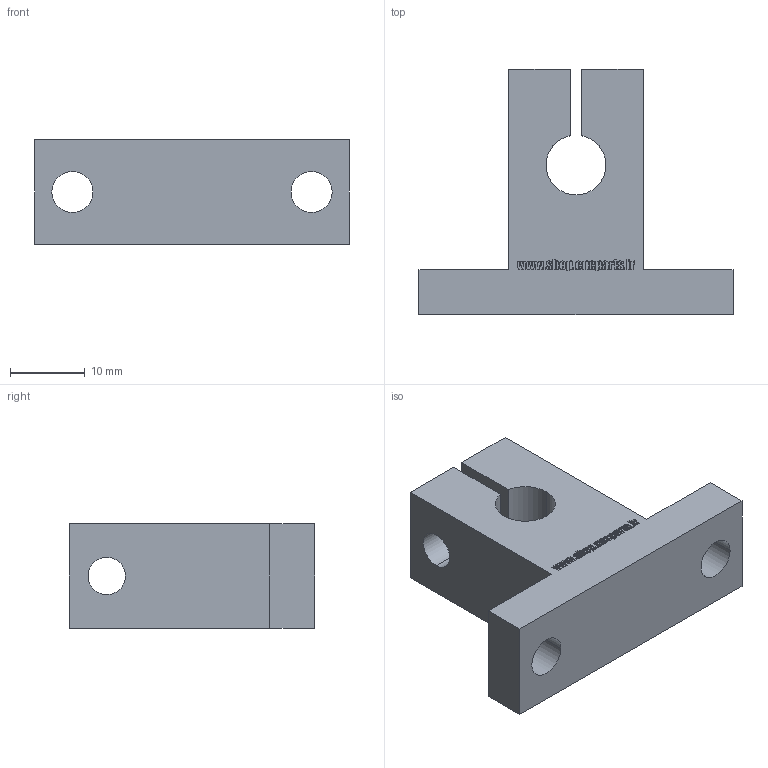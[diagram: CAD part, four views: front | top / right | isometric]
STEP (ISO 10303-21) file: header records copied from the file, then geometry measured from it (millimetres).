
FILE_DESCRIPTION (( 'STEP AP214' ), '1' );
FILE_NAME ('SK8.STEP', '2025-12-02T21:36:26', ( '' ), ( '' ), 'SwSTEP 2.0', 'SolidWorks 2024', '' );
FILE_SCHEMA (( 'AUTOMOTIVE_DESIGN' ));
Length unit declared in the file: millimetre
Products named in the file (1): SK8
Bounding box: 42 x 32.8 x 14 mm (x, y, z)
Volume: 8780.9 mm3; surface area: 4306.7 mm2
Topology: 1 solids, 1 shells, 293 faces, 804 edges, 536 vertices
Faces by surface type: plane 177, bspline 105, cylinder 11
Entity records: 14889 total; most frequent: CARTESIAN_POINT 8099, ORIENTED_EDGE 1608, DIRECTION 994, EDGE_CURVE 804, VECTOR 572, LINE 572, VERTEX_POINT 536, EDGE_LOOP 324
